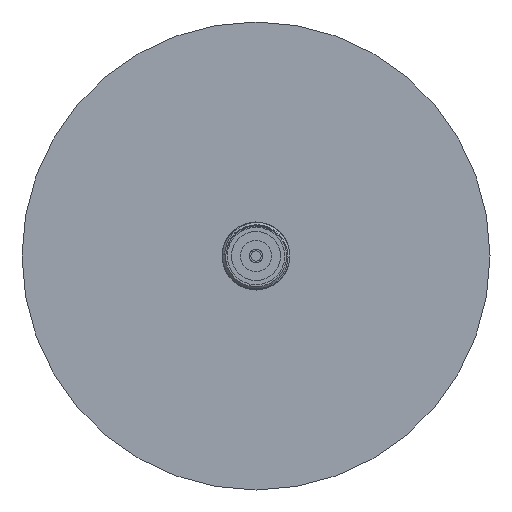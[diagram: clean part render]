
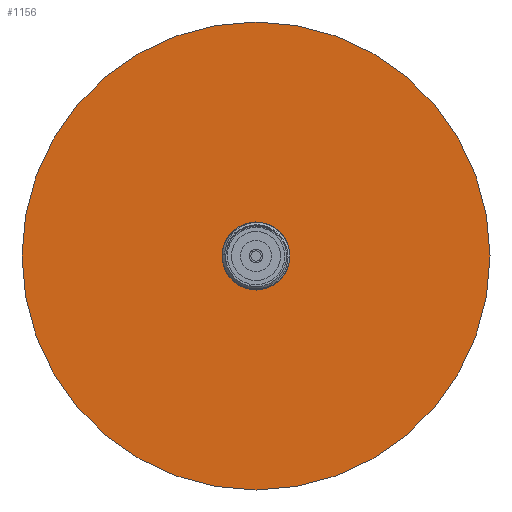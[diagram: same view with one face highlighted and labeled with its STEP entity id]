
A CAD part, front view. The second image highlights one B-rep face of the part: STEP entity #1156.
In plain terms, the highlighted planar face has unit normal (0, -1, 0).
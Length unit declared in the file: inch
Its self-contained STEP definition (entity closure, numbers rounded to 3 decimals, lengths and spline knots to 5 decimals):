
#475 = DIRECTION ( 'NONE',  ( 0.999, 0., -0.038 ) ) ;
#581 = DIRECTION ( 'NONE',  ( 0.999, 0., -0.038 ) ) ;
#735 = DIRECTION ( 'NONE',  ( 0., 1., 0. ) ) ;
#976 = CIRCLE ( 'NONE', #4667, 0.86614 ) ;
#1156 = ADVANCED_FACE ( 'NONE', ( #6325, #6204 ), #8151, .F. ) ;
#1199 = EDGE_LOOP ( 'NONE', ( #2546, #8169 ) ) ;
#1470 = ORIENTED_EDGE ( 'NONE', *, *, #2893, .T. ) ;
#1708 = EDGE_LOOP ( 'NONE', ( #1470, #5507 ) ) ;
#2235 = CARTESIAN_POINT ( 'NONE',  ( 0., 0., -0.86614 ) ) ;
#2546 = ORIENTED_EDGE ( 'NONE', *, *, #3997, .F. ) ;
#2553 = AXIS2_PLACEMENT_3D ( 'NONE', #3558, #6731, #5958 ) ;
#2893 = EDGE_CURVE ( 'NONE', #4807, #6394, #5182, .T. ) ;
#3109 = DIRECTION ( 'NONE',  ( 1., 0., 0. ) ) ;
#3195 = EDGE_CURVE ( 'NONE', #8034, #3994, #976, .T. ) ;
#3363 = CIRCLE ( 'NONE', #2553, 0.86614 ) ;
#3558 = CARTESIAN_POINT ( 'NONE',  ( 0., 0., 0. ) ) ;
#3994 = VERTEX_POINT ( 'NONE', #2235 ) ;
#3997 = EDGE_CURVE ( 'NONE', #3994, #8034, #3363, .T. ) ;
#4074 = EDGE_CURVE ( 'NONE', #6394, #4807, #6471, .T. ) ;
#4282 = DIRECTION ( 'NONE',  ( 0., 1., 0. ) ) ;
#4350 = AXIS2_PLACEMENT_3D ( 'NONE', #5574, #6850, #3109 ) ;
#4613 = CARTESIAN_POINT ( 'NONE',  ( -0.10622, 0., 0.00406 ) ) ;
#4667 = AXIS2_PLACEMENT_3D ( 'NONE', #6397, #735, #7809 ) ;
#4740 = AXIS2_PLACEMENT_3D ( 'NONE', #6295, #4282, #475 ) ;
#4807 = VERTEX_POINT ( 'NONE', #6303 ) ;
#5182 = CIRCLE ( 'NONE', #6665, 0.1063 ) ;
#5507 = ORIENTED_EDGE ( 'NONE', *, *, #4074, .T. ) ;
#5574 = CARTESIAN_POINT ( 'NONE',  ( 0., 0., 0. ) ) ;
#5934 = DIRECTION ( 'NONE',  ( 0., 1., 0. ) ) ;
#5958 = DIRECTION ( 'NONE',  ( 0., 0., 1. ) ) ;
#6204 = FACE_OUTER_BOUND ( 'NONE', #1199, .T. ) ;
#6295 = CARTESIAN_POINT ( 'NONE',  ( 0., 0., 0. ) ) ;
#6303 = CARTESIAN_POINT ( 'NONE',  ( 0.10622, 0., -0.00406 ) ) ;
#6325 = FACE_BOUND ( 'NONE', #1708, .T. ) ;
#6394 = VERTEX_POINT ( 'NONE', #4613 ) ;
#6397 = CARTESIAN_POINT ( 'NONE',  ( 0., 0., 0. ) ) ;
#6471 = CIRCLE ( 'NONE', #4740, 0.1063 ) ;
#6665 = AXIS2_PLACEMENT_3D ( 'NONE', #8433, #5934, #581 ) ;
#6731 = DIRECTION ( 'NONE',  ( 0., 1., 0. ) ) ;
#6850 = DIRECTION ( 'NONE',  ( 0., 1., 0. ) ) ;
#7046 = CARTESIAN_POINT ( 'NONE',  ( 0., 0., 0.86614 ) ) ;
#7809 = DIRECTION ( 'NONE',  ( 0., 0., 1. ) ) ;
#8034 = VERTEX_POINT ( 'NONE', #7046 ) ;
#8151 = PLANE ( 'NONE',  #4350 ) ;
#8169 = ORIENTED_EDGE ( 'NONE', *, *, #3195, .F. ) ;
#8433 = CARTESIAN_POINT ( 'NONE',  ( 0., 0., 0. ) ) ;
